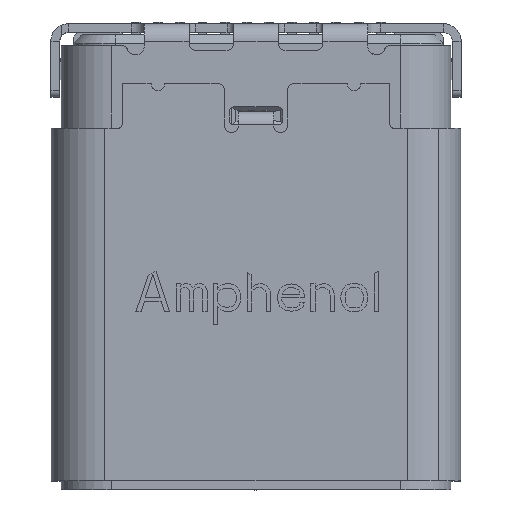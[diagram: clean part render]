
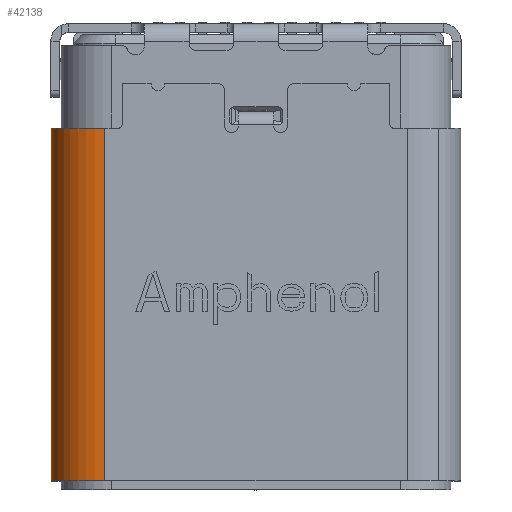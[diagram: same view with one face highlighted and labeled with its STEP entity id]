
A CAD part, top view. The second image highlights one B-rep face of the part: STEP entity #42138.
In plain terms, the highlighted cylindrical face has radius 1.2 mm (diameter 2.4 mm), a partial arc.
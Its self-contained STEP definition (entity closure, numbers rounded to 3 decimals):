
#418=CYLINDRICAL_SURFACE('',#44870,1.2);
#998=CIRCLE('',#44789,1.2);
#1020=CIRCLE('',#44855,1.2);
#2626=FACE_OUTER_BOUND('',#4988,.T.);
#4988=EDGE_LOOP('',(#31557,#31558,#31559,#31560));
#8271=LINE('',#63116,#13450);
#8480=LINE('',#63571,#13659);
#13450=VECTOR('',#50946,7.9);
#13659=VECTOR('',#51217,7.9);
#18212=VERTEX_POINT('',#63113);
#18213=VERTEX_POINT('',#63115);
#18400=VERTEX_POINT('',#63508);
#18428=VERTEX_POINT('',#63570);
#22889=EDGE_CURVE('',#18212,#18213,#8271,.T.);
#23088=EDGE_CURVE('',#18400,#18213,#998,.T.);
#23117=EDGE_CURVE('',#18400,#18428,#8480,.T.);
#23193=EDGE_CURVE('',#18212,#18428,#1020,.T.);
#31557=ORIENTED_EDGE('',*,*,#23117,.F.);
#31558=ORIENTED_EDGE('',*,*,#23088,.T.);
#31559=ORIENTED_EDGE('',*,*,#22889,.F.);
#31560=ORIENTED_EDGE('',*,*,#23193,.T.);
#42138=ADVANCED_FACE('',(#2626),#418,.T.);
#44789=AXIS2_PLACEMENT_3D('',#63512,#51170,#51171);
#44855=AXIS2_PLACEMENT_3D('',#63721,#51377,#51378);
#44870=AXIS2_PLACEMENT_3D('',#63749,#51420,#51421);
#50946=DIRECTION('',(0.,-1.,0.));
#51170=DIRECTION('center_axis',(0.,1.,0.));
#51171=DIRECTION('ref_axis',(-1.,0.,0.));
#51217=DIRECTION('',(0.,1.,0.));
#51377=DIRECTION('center_axis',(0.,-1.,0.));
#51378=DIRECTION('ref_axis',(0.,0.,
1.));
#51420=DIRECTION('center_axis',(0.,-1.,0.));
#51421=DIRECTION('ref_axis',(0.,0.,1.));
#63113=CARTESIAN_POINT('',(-3.44,2.833,3.287));
#63115=CARTESIAN_POINT('',(-3.44,-5.067,3.287));
#63116=CARTESIAN_POINT('',(-3.44,2.833,3.287));
#63508=CARTESIAN_POINT('',(-4.64,-5.067,2.087));
#63512=CARTESIAN_POINT('Origin',(-3.44,-5.067,2.087));
#63570=CARTESIAN_POINT('',(-4.64,2.833,2.087));
#63571=CARTESIAN_POINT('',(-4.64,-5.067,2.087));
#63721=CARTESIAN_POINT('Origin',(-3.44,2.833,2.087));
#63749=CARTESIAN_POINT('Origin',(-3.44,2.991,2.087));
